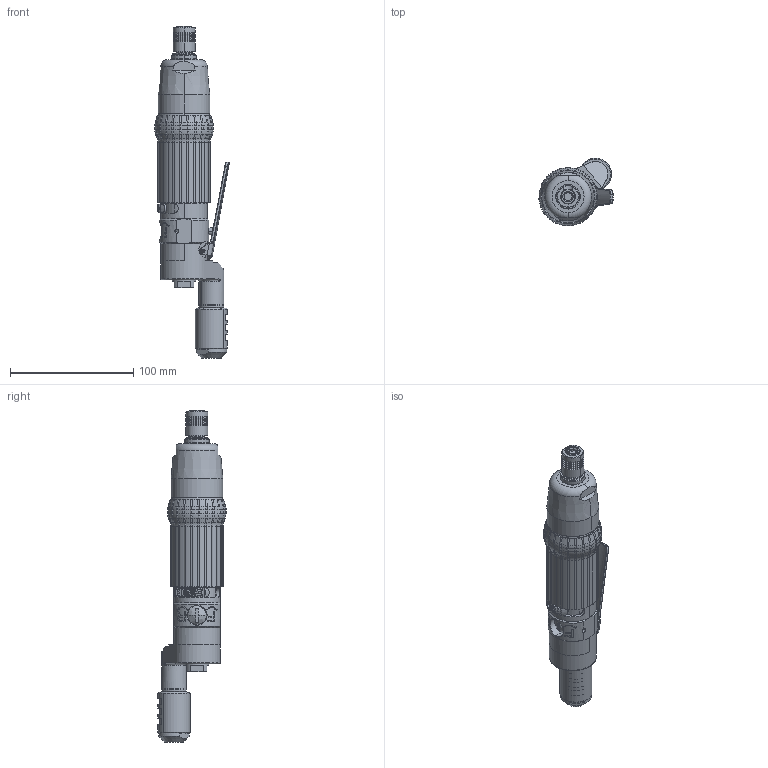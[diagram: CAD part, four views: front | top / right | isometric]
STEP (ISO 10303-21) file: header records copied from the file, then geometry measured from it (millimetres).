
FILE_DESCRIPTION((''),'2;1');
FILE_NAME('EXT_COMP_SW0003','2021-07-15T23:10:37',('INEdipo'),(''),'CREO PARAMETRIC BY PTC INC, 2020281','CREO PARAMETRIC BY PTC INC, 2020281','');
FILE_SCHEMA(('CONFIG_CONTROL_DESIGN'));
Length unit declared in the file: inch
Products named in the file (1): EXT_COMP_SW0003
Bounding box: 60.39 x 55.23 x 269.2 mm (x, y, z)
Volume: 272570.4 mm3; surface area: 43531.5 mm2
Topology: 2 solids, 2 shells, 871 faces, 2009 edges, 1161 vertices
Faces by surface type: cylinder 281, torus 200, plane 184, cone 123, bspline 77, sphere 6
Entity records: 29958 total; most frequent: CARTESIAN_POINT 10980, ORIENTED_EDGE 4002, DIRECTION 3978, EDGE_CURVE 2001, AXIS2_PLACEMENT_3D 1712, VERTEX_POINT 1161, CIRCLE 918, EDGE_LOOP 914
